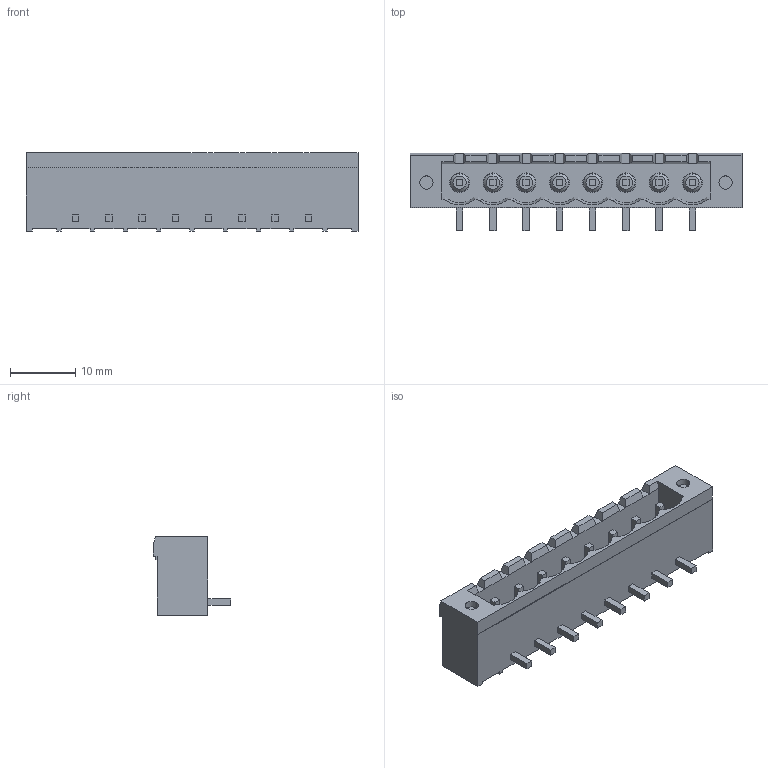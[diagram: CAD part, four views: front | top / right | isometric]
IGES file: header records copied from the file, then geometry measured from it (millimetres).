
Start section:  PTC IGES file: c-796866-8-b1-3d.igs
Global section: file name: c-796866-8-b1-3d.igs; native system: Pro/ENGINEER by Parametric Technology Corporation; preprocessor: 2005450; author: workeradm; organization: Unknown; date: 090209.004522; units: millimetre
Bounding box: 50.72 x 11.85 x 12 mm (x, y, z)
Surface area: 3412.4 mm2 (no closed solid volume)
Topology: 0 solids, 0 shells, 284 faces, 1440 edges, 1440 vertices
Faces by surface type: bspline 215, revolution 69
